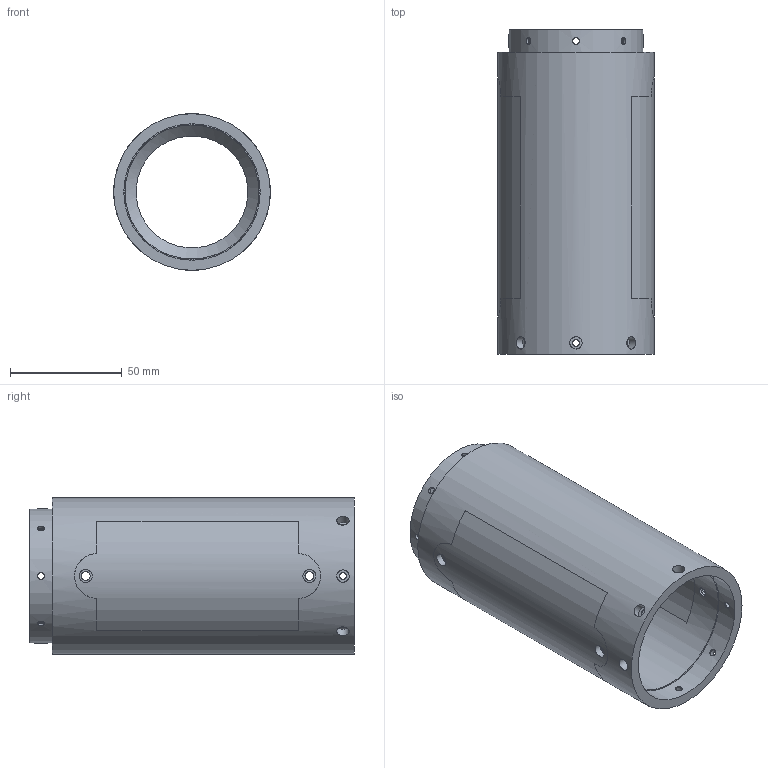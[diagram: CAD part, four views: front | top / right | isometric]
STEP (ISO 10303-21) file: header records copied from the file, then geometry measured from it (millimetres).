
FILE_DESCRIPTION(/* description */ (''),/* implementation_level */ '2;1');
FILE_NAME(/* name */ 'baie_avionique v21.step',/* time_stamp */ '2025-06-21T17:31:33+02:00',/* author */ (''),/* organization */ (''),/* preprocessor_version */ 'ST-DEVELOPER v20.1',/* originating_system */ 'Autodesk Translation Framework v14.10.0.0',/* authorisation */ '');
FILE_SCHEMA (('AUTOMOTIVE_DESIGN { 1 0 10303 214 3 1 1 }'));
Length unit declared in the file: millimetre
Products named in the file (1): baie_avionique
Bounding box: 70 x 145 x 70 mm (x, y, z)
Volume: 145373.9 mm3; surface area: 72519.5 mm2
Topology: 3 solids, 3 shells, 142 faces, 410 edges, 288 vertices
Faces by surface type: plane 80, cylinder 61, cone 1
Full cylindrical faces by diameter (mm): 3 x24, 4 x8, 5.5 x8, 5.8 x4, 50 x1, 60 x2, 61 x1, 70 x1
Entity records: 6207 total; most frequent: CARTESIAN_POINT 2369, ORIENTED_EDGE 820, DIRECTION 682, EDGE_CURVE 410, VERTEX_POINT 288, AXIS2_PLACEMENT_3D 236, EDGE_LOOP 226, LINE 210
